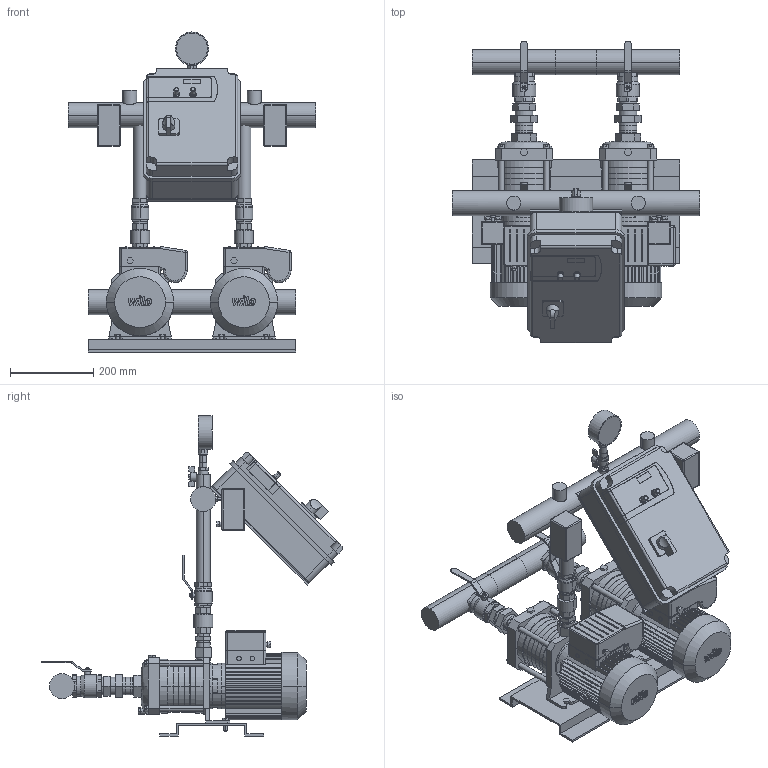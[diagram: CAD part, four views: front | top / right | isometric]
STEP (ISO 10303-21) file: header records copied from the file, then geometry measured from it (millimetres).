
FILE_DESCRIPTION((''),'2;1');
FILE_NAME('3d_COE-2MHIL505-EM_BC-4164938.stp','2013-06-13T12:46:20',(''),(''),'Mechanical Desktop 2009','Mechanical Desktop 2009',', , ');
FILE_SCHEMA(('CONFIG_CONTROL_DESIGN'));
Length unit declared in the file: millimetre
Products named in the file (1): Product
Bounding box: 595 x 726.51 x 770 mm (x, y, z)
Volume: 31199467.7 mm3; surface area: 2597291.7 mm2
Topology: 70 solids, 70 shells, 2110 faces, 5268 edges, 3351 vertices
Faces by surface type: plane 1029, cylinder 686, bspline 261, sphere 68, cone 38, torus 28
Full cylindrical faces by diameter (mm): 80 x1
Entity records: 64937 total; most frequent: CARTESIAN_POINT 14821, ORIENTED_EDGE 10426, DIRECTION 10267, EDGE_CURVE 5213, AXIS2_PLACEMENT_3D 3456, VECTOR 3355, LINE 3355, VERTEX_POINT 3351
